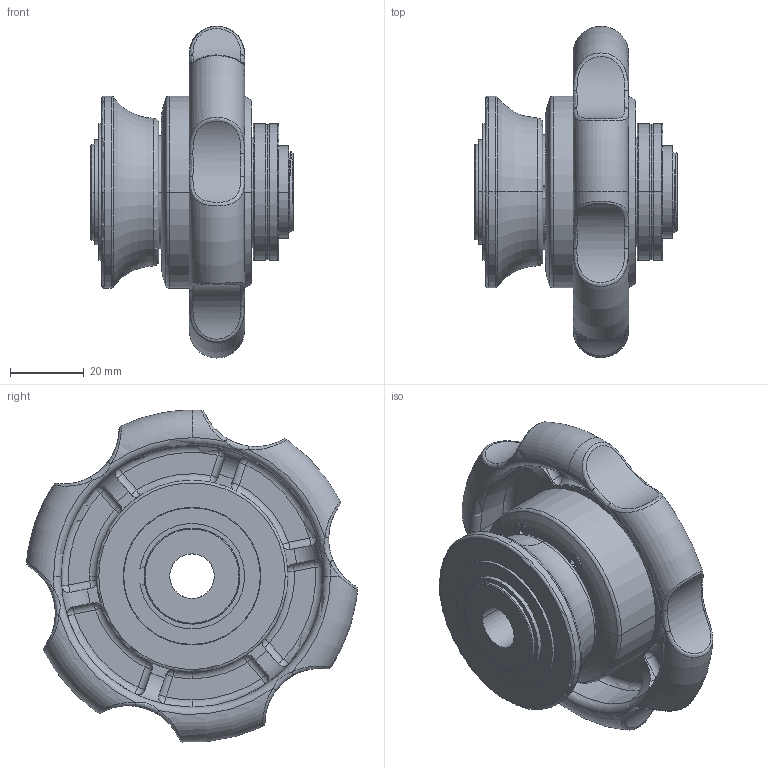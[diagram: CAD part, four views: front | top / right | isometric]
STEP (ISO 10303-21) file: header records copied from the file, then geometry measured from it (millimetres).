
FILE_DESCRIPTION (( 'STEP AP214' ), '1' );
FILE_NAME ('EL-III-12-S-00.STEP', '2020-10-20T14:30:44', ( '' ), ( '' ), 'SwSTEP 2.0', 'SolidWorks 2020', '' );
FILE_SCHEMA (( 'AUTOMOTIVE_DESIGN' ));
Length unit declared in the file: millimetre
Products named in the file (1): EL-III-12-S-00
Bounding box: 54.8 x 89.69 x 89.93 mm (x, y, z)
Volume: 87981.2 mm3; surface area: 56546.1 mm2
Topology: 29 solids, 29 shells, 1213 faces, 3186 edges, 2028 vertices
Faces by surface type: plane 407, cylinder 366, bspline 276, cone 79, torus 61, sphere 24
Entity records: 59714 total; most frequent: CARTESIAN_POINT 28093, ORIENTED_EDGE 6196, DIRECTION 5454, EDGE_CURVE 3098, VERTEX_POINT 2016, AXIS2_PLACEMENT_3D 1980, VECTOR 1494, LINE 1494
